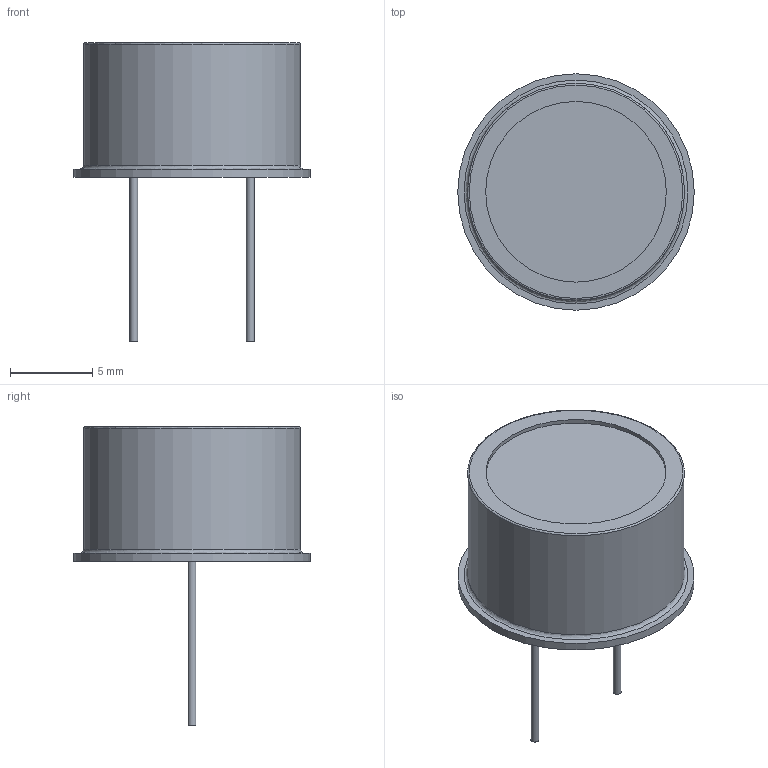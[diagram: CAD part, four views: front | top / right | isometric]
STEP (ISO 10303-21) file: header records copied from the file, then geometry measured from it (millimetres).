
FILE_DESCRIPTION(('FreeCAD Model'),'2;1');
FILE_NAME('TO-8-2_Window.step','2017-11-26T14:47:27',('kicad StepUp'),('ksu MCAD'), 'Open CASCADE STEP processor 6.8','FreeCAD','Unknown');
FILE_SCHEMA(('AUTOMOTIVE_DESIGN_CC2 { 1 2 10303 214 -1 1 5 4 }'));
Length unit declared in the file: millimetre
Products named in the file (1): TO-8-2_Window
Bounding box: 14.4 x 14.4 x 18.2 mm (x, y, z)
Volume: 454.9 mm3; surface area: 1131.1 mm2
Topology: 1 solids, 2 shells, 17 faces, 27 edges, 18 vertices
Faces by surface type: plane 8, cylinder 6, revolution 2, cone 1
Full cylindrical faces by diameter (mm): 0.48 x2, 11 x2, 13.2 x1, 14.4 x1
Entity records: 536 total; most frequent: DIRECTION 81, CARTESIAN_POINT 65, ORIENTED_EDGE 54, AXIS2_PLACEMENT_3D 34, EDGE_CURVE 27, FACE_BOUND 21, EDGE_LOOP 21, VERTEX_POINT 18
